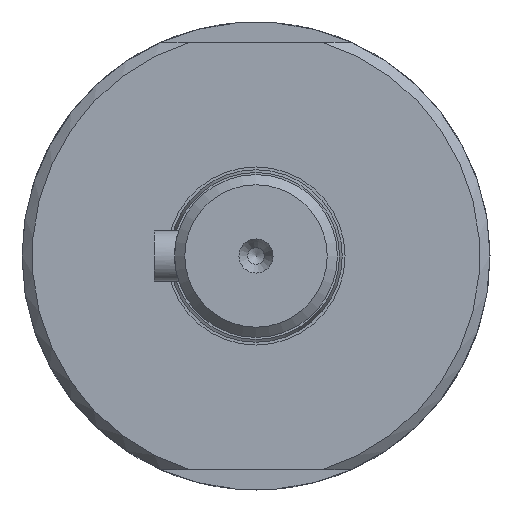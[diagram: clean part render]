
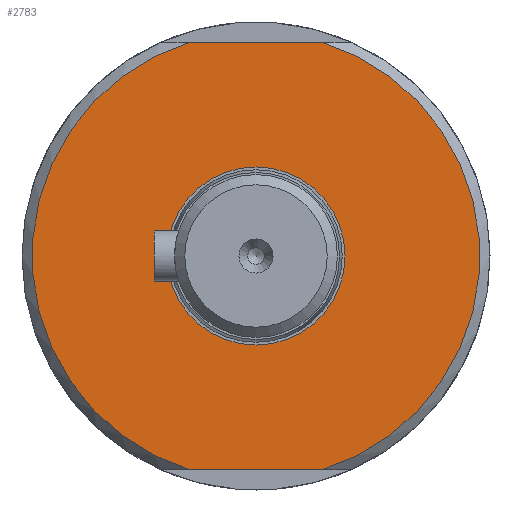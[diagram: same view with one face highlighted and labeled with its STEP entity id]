
A CAD part, left-side view. The second image highlights one B-rep face of the part: STEP entity #2783.
In plain terms, the highlighted planar face has unit normal (-1, 0, 0).
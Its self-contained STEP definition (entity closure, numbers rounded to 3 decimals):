
#1282=CARTESIAN_POINT('',(42.0,-6.557,-21.0));
#1283=VERTEX_POINT('',#1282);
#1297=CARTESIAN_POINT('',(42.0,6.557,-21.0));
#1298=VERTEX_POINT('',#1297);
#1299=CARTESIAN_POINT('',(42.,6.557,-21.0));
#1300=DIRECTION('',(0.0,-1.0,0.0));
#1301=VECTOR('',#1300,13.115);
#1302=LINE('',#1299,#1301);
#1303=EDGE_CURVE('',#1298,#1283,#1302,.T.);
#1368=CARTESIAN_POINT('',(42.,6.557,21.));
#1369=VERTEX_POINT('',#1368);
#1383=CARTESIAN_POINT('',(42.,-6.557,21.));
#1384=VERTEX_POINT('',#1383);
#1385=CARTESIAN_POINT('',(42.,-6.557,21.));
#1386=DIRECTION('',(0.0,1.0,0.0));
#1387=VECTOR('',#1386,13.115);
#1388=LINE('',#1385,#1387);
#1389=EDGE_CURVE('',#1384,#1369,#1388,.T.);
#1461=CARTESIAN_POINT('',(42.0,0.,0.0));
#1462=DIRECTION('',(1.0,0.0,0.0));
#1463=DIRECTION('',(0.0,1.0,0.0));
#1464=AXIS2_PLACEMENT_3D('',#1461,#1462,#1463);
#1465=CIRCLE('',#1464,22.0);
#1466=EDGE_CURVE('',#1298,#1369,#1465,.T.);
#2748=CARTESIAN_POINT('',(42.,8.75,0.0));
#2749=VERTEX_POINT('',#2748);
#2750=CARTESIAN_POINT('',(42.,0.,0.0));
#2751=DIRECTION('',(1.0,0.0,0.0));
#2752=DIRECTION('',(0.0,1.0,0.0));
#2753=AXIS2_PLACEMENT_3D('',#2750,#2751,#2752);
#2754=CIRCLE('',#2753,8.75);
#2755=EDGE_CURVE('',#2749,#2749,#2754,.T.);
#2763=CARTESIAN_POINT('',(42.,15.375,0.0));
#2764=DIRECTION('',(-1.0,0.0,0.0));
#2765=DIRECTION('',(0.0,0.0,1.0));
#2766=AXIS2_PLACEMENT_3D('',#2763,#2764,#2765);
#2767=PLANE('',#2766);
#2768=ORIENTED_EDGE('',*,*,#1303,.T.);
#2769=CARTESIAN_POINT('',(42.0,0.,0.0));
#2770=DIRECTION('',(1.0,0.0,0.0));
#2771=DIRECTION('',(0.0,1.0,0.0));
#2772=AXIS2_PLACEMENT_3D('',#2769,#2770,#2771);
#2773=CIRCLE('',#2772,22.0);
#2774=EDGE_CURVE('',#1384,#1283,#2773,.T.);
#2775=ORIENTED_EDGE('',*,*,#2774,.F.);
#2776=ORIENTED_EDGE('',*,*,#1389,.T.);
#2777=ORIENTED_EDGE('',*,*,#1466,.F.);
#2778=EDGE_LOOP('',(#2768,#2775,#2776,#2777));
#2779=FACE_OUTER_BOUND('',#2778,.T.);
#2780=ORIENTED_EDGE('',*,*,#2755,.T.);
#2781=EDGE_LOOP('',(#2780));
#2782=FACE_BOUND('',#2781,.T.);
#2783=ADVANCED_FACE('',(#2779,#2782),#2767,.T.);
